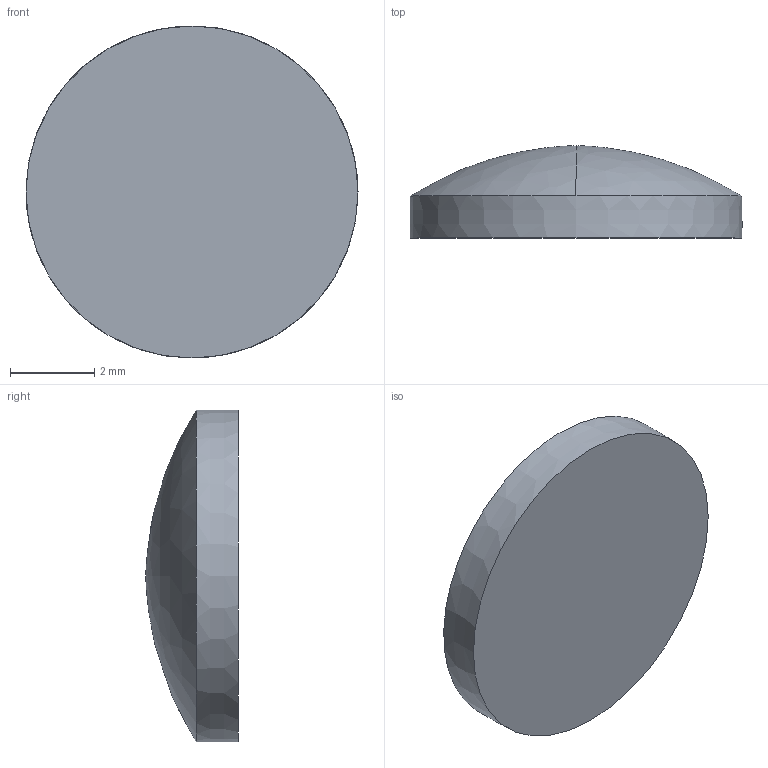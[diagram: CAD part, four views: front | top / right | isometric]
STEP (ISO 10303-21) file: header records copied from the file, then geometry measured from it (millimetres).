
FILE_DESCRIPTION(/* description */ ('STEP AP214'),/* implementation_level */ '2;1');
FILE_NAME(/* name */ 'RBS-27BK',/* time_stamp */ '2022-12-24T15:42:49+01:00',/* author */ ('License CC BY-ND 4.0'),/* organization */ ('CADENAS'),/* preprocessor_version */ 'ST-DEVELOPER v18.102',/* originating_system */ 'PARTsolutions',/* authorisation */ ' ');
FILE_SCHEMA (('AUTOMOTIVE_DESIGN {1 0 10303 214 3 1 1}'));
Length unit declared in the file: millimetre
Products named in the file (2): RBS-27BK; RBS-27BK_PART1
Assembly tree (1 placements, depth 2):
  RBS-27BK
    RBS-27BK_PART1
Bounding box: 7.9 x 2.2 x 7.9 mm (x, y, z)
Volume: 78.3 mm3; surface area: 127.1 mm2
Topology: 1 solids, 1 shells, 4 faces, 8 edges, 4 vertices
Faces by surface type: bspline 4
Entity records: 188 total; most frequent: CARTESIAN_POINT 103, ORIENTED_EDGE 10, DIRECTION 6, EDGE_CURVE 5, EDGE_LOOP 5, FACE_BOUND 5, VERTEX_POINT 4, ADVANCED_FACE 4
